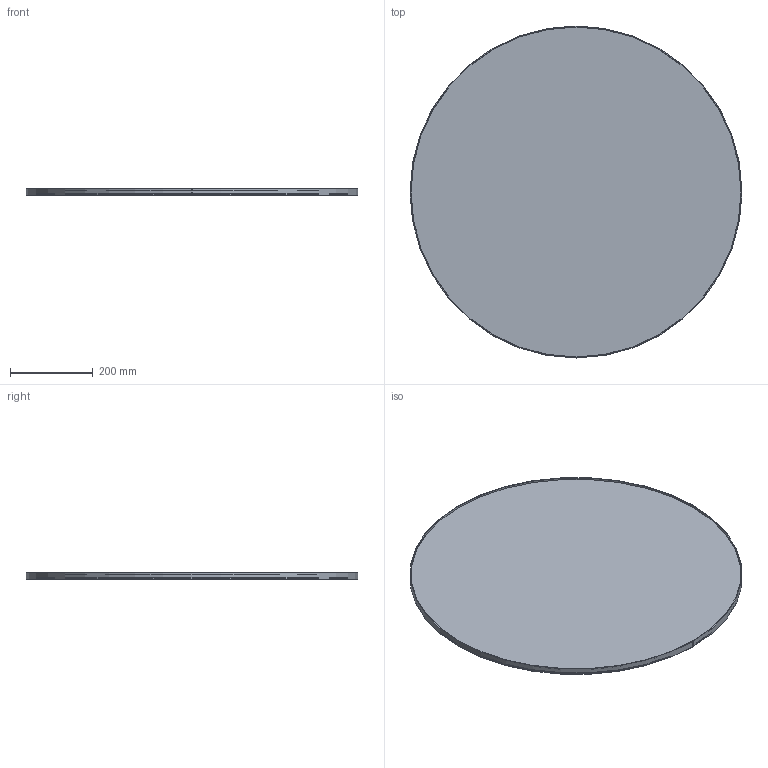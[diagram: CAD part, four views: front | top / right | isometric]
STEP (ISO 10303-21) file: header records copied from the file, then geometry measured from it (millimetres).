
FILE_DESCRIPTION(/* description */ (''),/* implementation_level */ '2;1');
FILE_NAME(/* name */ '20220_A01-01_RETELL.stp',/* time_stamp */ '2020-06-16T14:51:32+02:00',/* author */ ('SørenNielsen'),/* organization */ (''),/* preprocessor_version */ 'ST-DEVELOPER v18',/* originating_system */ 'Autodesk Inventor 2020',/* authorisation */ '');
FILE_SCHEMA (('AUTOMOTIVE_DESIGN { 1 0 10303 214 3 1 1 }'));
Length unit declared in the file: millimetre
Products named in the file (4): 20220_A01-01_RETELL; 20220_P02-01_Baseplate; 20220_P03-01_Pinboard; 20220_P01-01_Frame
Assembly tree (3 placements, depth 2):
  20220_A01-01_RETELL
    20220_P02-01_Baseplate
    20220_P03-01_Pinboard
    20220_P01-01_Frame
Bounding box: 800 x 800 x 16 mm (x, y, z)
Volume: 4631743.1 mm3; surface area: 1255274.3 mm2
Topology: 3 solids, 3 shells, 20 faces, 39 edges, 26 vertices
Faces by surface type: plane 11, cylinder 9
Full cylindrical faces by diameter (mm): 30 x1, 795 x1, 797 x1
Entity records: 675 total; most frequent: DIRECTION 111, CARTESIAN_POINT 92, ORIENTED_EDGE 78, AXIS2_PLACEMENT_3D 45, EDGE_CURVE 39, VERTEX_POINT 26, EDGE_LOOP 23, LINE 21
